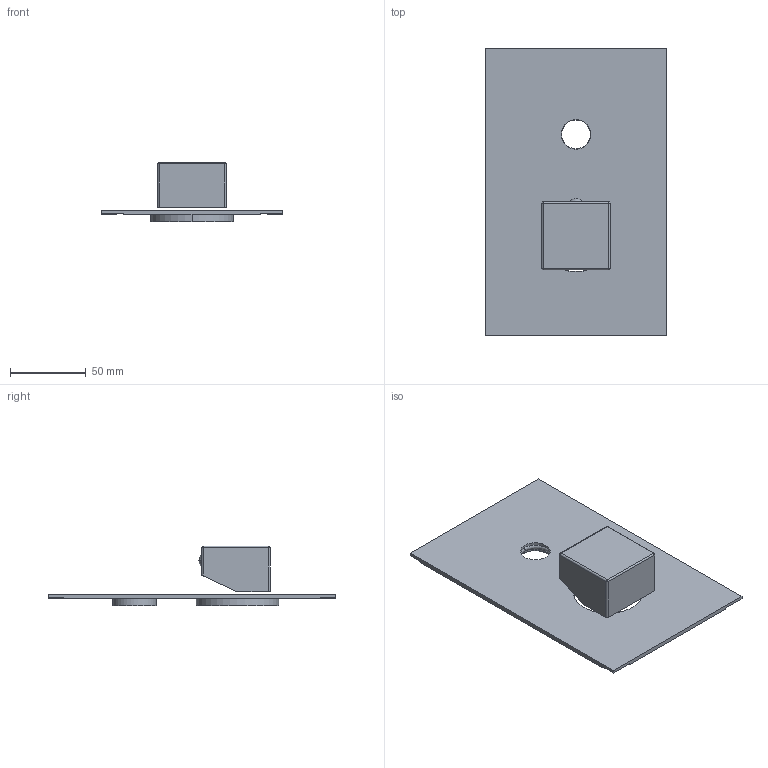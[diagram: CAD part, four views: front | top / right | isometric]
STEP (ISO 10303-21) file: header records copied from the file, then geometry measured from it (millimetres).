
FILE_DESCRIPTION((''),'2;1');
FILE_NAME('LEC015CR-MEST','2021-11-04T10:56:01',('ut3'),('PAFFONI SpA'),'CREO PARAMETRIC BY PTC INC, 2020044','CREO PARAMETRIC BY PTC INC, 2020044','');
FILE_SCHEMA(('CONFIG_CONTROL_DESIGN','SHAPE_APPEARANCE_LAYERS_GROUPS'));
Length unit declared in the file: millimetre
Products named in the file (1): LEC015CR-MEST
Bounding box: 120 x 190 x 39.5 mm (x, y, z)
Volume: 63516.3 mm3; surface area: 62909.8 mm2
Topology: 2 solids, 2 shells, 192 faces, 454 edges, 277 vertices
Faces by surface type: plane 80, cylinder 70, cone 14, sphere 14, torus 8, bspline 6
Entity records: 7408 total; most frequent: CARTESIAN_POINT 1587, DIRECTION 930, ORIENTED_EDGE 904, EDGE_CURVE 452, AXIS2_PLACEMENT_3D 333, VERTEX_POINT 277, VECTOR 264, LINE 264
